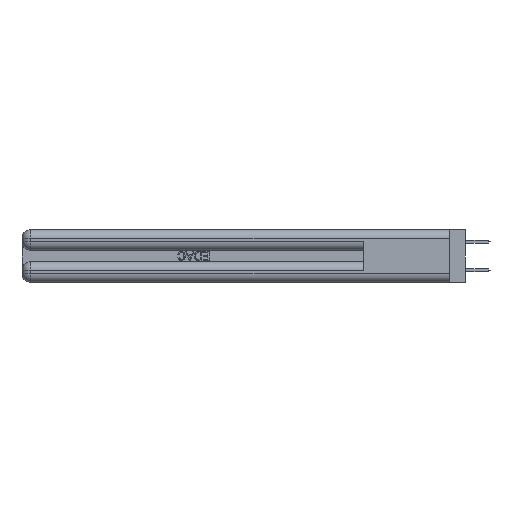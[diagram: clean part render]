
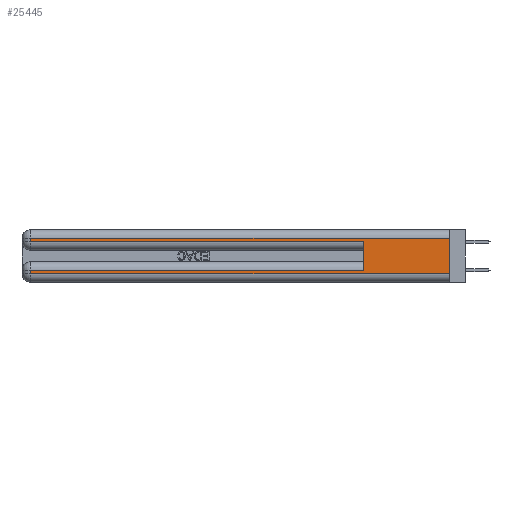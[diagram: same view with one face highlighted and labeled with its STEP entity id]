
A CAD part, left-side view. The second image highlights one B-rep face of the part: STEP entity #25445.
In plain terms, the highlighted planar face has unit normal (-1, 0, 0).
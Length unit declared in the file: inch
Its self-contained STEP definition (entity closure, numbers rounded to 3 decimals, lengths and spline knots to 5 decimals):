
#313 = ORIENTED_EDGE ( 'NONE', *, *, #34820, .T. ) ;
#417 = DIRECTION ( 'NONE',  ( 0., 0., -1. ) ) ;
#1445 = EDGE_CURVE ( 'NONE', #36843, #7370, #34909, .T. ) ;
#2086 = CARTESIAN_POINT ( 'NONE',  ( 0., 0., 0.285 ) ) ;
#2574 = DIRECTION ( 'NONE',  ( 0., 0., -1. ) ) ;
#2816 = LINE ( 'NONE', #37961, #13478 ) ;
#4893 = ORIENTED_EDGE ( 'NONE', *, *, #36839, .T. ) ;
#5741 = DIRECTION ( 'NONE',  ( 0., -1., 0. ) ) ;
#7370 = VERTEX_POINT ( 'NONE', #43378 ) ;
#8035 = LINE ( 'NONE', #2086, #15275 ) ;
#8050 = PLANE ( 'NONE',  #45144 ) ;
#8346 = EDGE_CURVE ( 'NONE', #24688, #37991, #19668, .T. ) ;
#8487 = CARTESIAN_POINT ( 'NONE',  ( 0., 2.94, 0.06 ) ) ;
#10246 = VECTOR ( 'NONE', #25591, 39.37008 ) ;
#11183 = CARTESIAN_POINT ( 'NONE',  ( 0., 0., 0.37 ) ) ;
#11493 = VERTEX_POINT ( 'NONE', #36159 ) ;
#12396 = LINE ( 'NONE', #31159, #29134 ) ;
#12479 = ORIENTED_EDGE ( 'NONE', *, *, #8346, .T. ) ;
#13478 = VECTOR ( 'NONE', #45068, 39.37008 ) ;
#14443 = CARTESIAN_POINT ( 'NONE',  ( 0., 0., 0.06 ) ) ;
#14843 = VECTOR ( 'NONE', #417, 39.37008 ) ;
#14914 = LINE ( 'NONE', #19023, #23270 ) ;
#15275 = VECTOR ( 'NONE', #5741, 39.37008 ) ;
#16483 = ORIENTED_EDGE ( 'NONE', *, *, #39895, .F. ) ;
#17522 = CARTESIAN_POINT ( 'NONE',  ( 0., 0., 0.085 ) ) ;
#17754 = VERTEX_POINT ( 'NONE', #34379 ) ;
#19023 = CARTESIAN_POINT ( 'NONE',  ( 0., 0., 0.31 ) ) ;
#19563 = LINE ( 'NONE', #14443, #45710 ) ;
#19668 = LINE ( 'NONE', #39713, #10246 ) ;
#21193 = LINE ( 'NONE', #17522, #31817 ) ;
#22356 = ORIENTED_EDGE ( 'NONE', *, *, #44486, .T. ) ;
#22908 = EDGE_LOOP ( 'NONE', ( #32999, #313, #12479, #4893, #16483, #31830, #22356, #22990 ) ) ;
#22990 = ORIENTED_EDGE ( 'NONE', *, *, #26151, .T. ) ;
#23270 = VECTOR ( 'NONE', #29817, 39.37008 ) ;
#23985 = DIRECTION ( 'NONE',  ( 1., 0., 0. ) ) ;
#24688 = VERTEX_POINT ( 'NONE', #42816 ) ;
#25445 = ADVANCED_FACE ( 'NONE', ( #39632 ), #8050, .F. ) ;
#25591 = DIRECTION ( 'NONE',  ( 0., 0., -1. ) ) ;
#25834 = CARTESIAN_POINT ( 'NONE',  ( 0., 0., 0.37 ) ) ;
#26151 = EDGE_CURVE ( 'NONE', #36131, #7370, #19563, .T. ) ;
#27129 = CARTESIAN_POINT ( 'NONE',  ( 0., 0., 0.31 ) ) ;
#29134 = VECTOR ( 'NONE', #37825, 39.37008 ) ;
#29817 = DIRECTION ( 'NONE',  ( 0., 1., 0. ) ) ;
#29846 = VERTEX_POINT ( 'NONE', #44809 ) ;
#31159 = CARTESIAN_POINT ( 'NONE',  ( 0., 2.94, 0.37 ) ) ;
#31817 = VECTOR ( 'NONE', #42431, 39.37008 ) ;
#31830 = ORIENTED_EDGE ( 'NONE', *, *, #40553, .T. ) ;
#32999 = ORIENTED_EDGE ( 'NONE', *, *, #1445, .F. ) ;
#34379 = CARTESIAN_POINT ( 'NONE',  ( 0., 0.6, 0.285 ) ) ;
#34820 = EDGE_CURVE ( 'NONE', #36843, #24688, #14914, .T. ) ;
#34909 = LINE ( 'NONE', #11183, #14843 ) ;
#35176 = CARTESIAN_POINT ( 'NONE',  ( 0., 2.94, 0.285 ) ) ;
#35926 = DIRECTION ( 'NONE',  ( 0., -1., 0. ) ) ;
#36131 = VERTEX_POINT ( 'NONE', #8487 ) ;
#36159 = CARTESIAN_POINT ( 'NONE',  ( 0., 0.6, 0.085 ) ) ;
#36839 = EDGE_CURVE ( 'NONE', #37991, #17754, #8035, .T. ) ;
#36843 = VERTEX_POINT ( 'NONE', #27129 ) ;
#37825 = DIRECTION ( 'NONE',  ( 0., 0., -1. ) ) ;
#37961 = CARTESIAN_POINT ( 'NONE',  ( 0., 0.6, 0.145 ) ) ;
#37991 = VERTEX_POINT ( 'NONE', #35176 ) ;
#39632 = FACE_OUTER_BOUND ( 'NONE', #22908, .T. ) ;
#39713 = CARTESIAN_POINT ( 'NONE',  ( 0., 2.94, 0.37 ) ) ;
#39895 = EDGE_CURVE ( 'NONE', #11493, #17754, #2816, .T. ) ;
#40553 = EDGE_CURVE ( 'NONE', #11493, #29846, #21193, .T. ) ;
#42431 = DIRECTION ( 'NONE',  ( 0., 1., 0. ) ) ;
#42816 = CARTESIAN_POINT ( 'NONE',  ( 0., 2.94, 0.31 ) ) ;
#43378 = CARTESIAN_POINT ( 'NONE',  ( 0., 0., 0.06 ) ) ;
#44486 = EDGE_CURVE ( 'NONE', #29846, #36131, #12396, .T. ) ;
#44809 = CARTESIAN_POINT ( 'NONE',  ( 0., 2.94, 0.085 ) ) ;
#45068 = DIRECTION ( 'NONE',  ( 0., 0., 1. ) ) ;
#45144 = AXIS2_PLACEMENT_3D ( 'NONE', #25834, #23985, #2574 ) ;
#45710 = VECTOR ( 'NONE', #35926, 39.37008 ) ;
